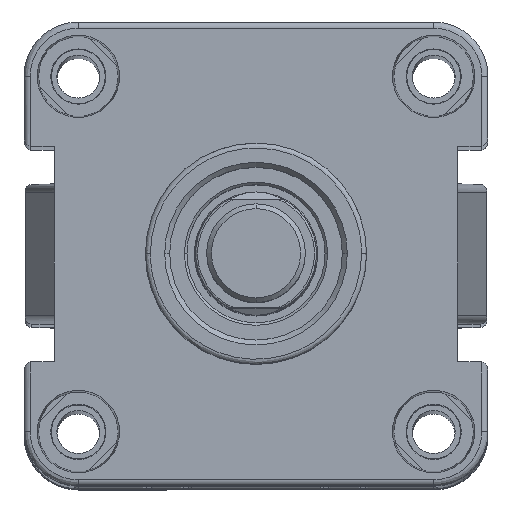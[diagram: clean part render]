
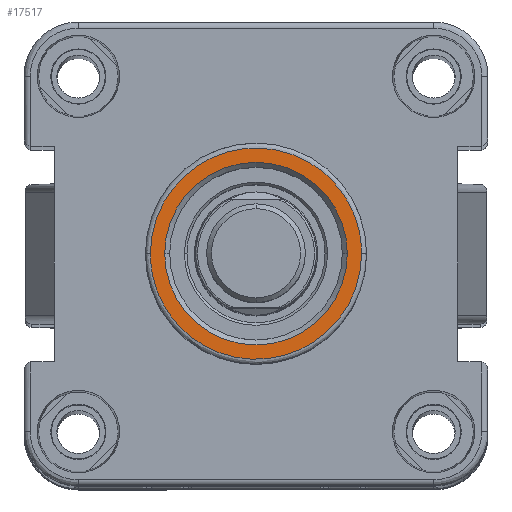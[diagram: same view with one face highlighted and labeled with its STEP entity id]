
A CAD part, top view. The second image highlights one B-rep face of the part: STEP entity #17517.
In plain terms, the highlighted face is planar.
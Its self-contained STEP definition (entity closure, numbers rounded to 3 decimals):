
#506 = CARTESIAN_POINT ( 'NONE',  ( 166., 0., -21.4 ) ) ;
#1151 = CARTESIAN_POINT ( 'NONE',  ( 166., -42.8, 21.4 ) ) ;
#1235 = EDGE_CURVE ( 'NONE', #26978, #10476, #12694, .T. ) ;
#1870 = AXIS2_PLACEMENT_3D ( 'NONE', #20936, #22773, #12162 ) ;
#2177 = ORIENTED_EDGE ( 'NONE', *, *, #17110, .F. ) ;
#3888 = EDGE_LOOP ( 'NONE', ( #20168, #2177 ) ) ;
#3887 = PLANE ( 'NONE',  #10228 ) ;
#5168 = FACE_OUTER_BOUND ( 'NONE', #23163, .T. ) ;
#5337 = DIRECTION ( 'NONE',  ( 0., 0., -1. ) ) ;
#7940 = VERTEX_POINT ( 'NONE', #24700 ) ;
#8002 = DIRECTION ( 'NONE',  ( 0., 0., 1. ) ) ;
#9409 = CARTESIAN_POINT ( 'NONE',  ( 166., 0., 0. ) ) ;
#9878 = EDGE_CURVE ( 'NONE', #10476, #26978, #21205, .T. ) ;
#10173 = CIRCLE ( 'NONE', #1870, 18.5 ) ;
#10228 = AXIS2_PLACEMENT_3D ( 'NONE', #16470, #20709, #8002 ) ;
#10476 = VERTEX_POINT ( 'NONE', #20051 ) ;
#11785 = CARTESIAN_POINT ( 'NONE',  ( 166., 0., 21.4 ) ) ;
#12162 = DIRECTION ( 'NONE',  ( 0., 0., -1. ) ) ;
#12694 =( BOUNDED_CURVE ( )  B_SPLINE_CURVE ( 3, ( #506, #26594, #1151, #11785 ),
 .UNSPECIFIED., .F., .F. ) 
 B_SPLINE_CURVE_WITH_KNOTS ( ( 4, 4 ),
 ( 0., 1. ),
 .UNSPECIFIED. ) 
 CURVE ( )  GEOMETRIC_REPRESENTATION_ITEM ( )  RATIONAL_B_SPLINE_CURVE ( ( 1., 0.333, 0.333, 1. ) ) 
 REPRESENTATION_ITEM ( '' )  );
#13407 = CARTESIAN_POINT ( 'NONE',  ( 166., 42.8, 21.4 ) ) ;
#14803 = ORIENTED_EDGE ( 'NONE', *, *, #1235, .F. ) ;
#15755 = FACE_BOUND ( 'NONE', #3888, .T. ) ;
#16470 = CARTESIAN_POINT ( 'NONE',  ( 166., 17.5, 0. ) ) ;
#17110 = EDGE_CURVE ( 'NONE', #27130, #7940, #10173, .T. ) ;
#17517 = ADVANCED_FACE ( 'NONE', ( #5168, #15755 ), #3887, .F. ) ;
#17684 = EDGE_CURVE ( 'NONE', #7940, #27130, #21429, .T. ) ;
#20051 = CARTESIAN_POINT ( 'NONE',  ( 166., 0., 21.4 ) ) ;
#20055 = CARTESIAN_POINT ( 'NONE',  ( 166., 0., 21.4 ) ) ;
#20168 = ORIENTED_EDGE ( 'NONE', *, *, #17684, .F. ) ;
#20709 = DIRECTION ( 'NONE',  ( -1., 0., 0. ) ) ;
#20936 = CARTESIAN_POINT ( 'NONE',  ( 166., 0., 0. ) ) ;
#21205 =( BOUNDED_CURVE ( )  B_SPLINE_CURVE ( 3, ( #20055, #13407, #26270, #21933 ),
 .UNSPECIFIED., .F., .F. ) 
 B_SPLINE_CURVE_WITH_KNOTS ( ( 4, 4 ),
 ( 0., 1. ),
 .UNSPECIFIED. ) 
 CURVE ( )  GEOMETRIC_REPRESENTATION_ITEM ( )  RATIONAL_B_SPLINE_CURVE ( ( 1., 0.333, 0.333, 1. ) ) 
 REPRESENTATION_ITEM ( '' )  );
#21429 = CIRCLE ( 'NONE', #26637, 18.5 ) ;
#21933 = CARTESIAN_POINT ( 'NONE',  ( 166., 0., -21.4 ) ) ;
#22773 = DIRECTION ( 'NONE',  ( 1., 0., 0. ) ) ;
#23163 = EDGE_LOOP ( 'NONE', ( #25009, #14803 ) ) ;
#24215 = CARTESIAN_POINT ( 'NONE',  ( 166., 0., 18.5 ) ) ;
#24700 = CARTESIAN_POINT ( 'NONE',  ( 166., 0., -18.5 ) ) ;
#25009 = ORIENTED_EDGE ( 'NONE', *, *, #9878, .F. ) ;
#25622 = CARTESIAN_POINT ( 'NONE',  ( 166., 0., -21.4 ) ) ;
#26270 = CARTESIAN_POINT ( 'NONE',  ( 166., 42.8, -21.4 ) ) ;
#26594 = CARTESIAN_POINT ( 'NONE',  ( 166., -42.8, -21.4 ) ) ;
#26615 = DIRECTION ( 'NONE',  ( 1., 0., 0. ) ) ;
#26637 = AXIS2_PLACEMENT_3D ( 'NONE', #9409, #26615, #5337 ) ;
#26978 = VERTEX_POINT ( 'NONE', #25622 ) ;
#27130 = VERTEX_POINT ( 'NONE', #24215 ) ;
